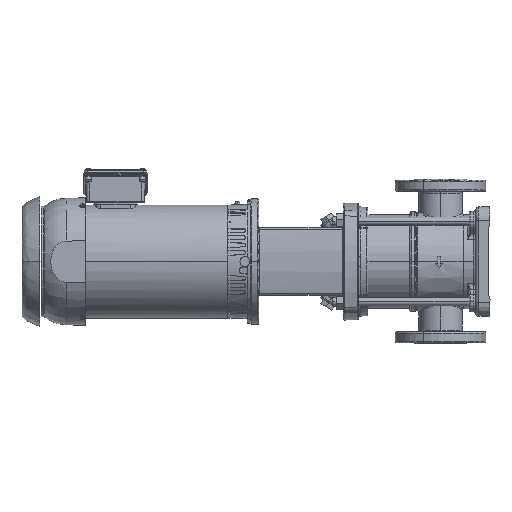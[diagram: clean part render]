
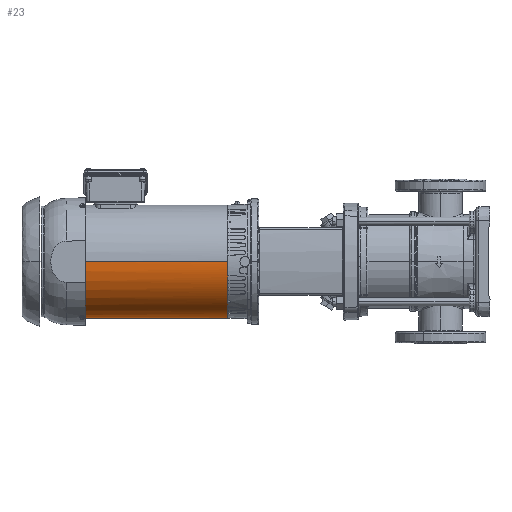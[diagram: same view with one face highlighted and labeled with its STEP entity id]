
A CAD part, left-side view. The second image highlights one B-rep face of the part: STEP entity #23.
In plain terms, the highlighted cylindrical face has radius 103.05 mm (diameter 206.1 mm), a partial arc.
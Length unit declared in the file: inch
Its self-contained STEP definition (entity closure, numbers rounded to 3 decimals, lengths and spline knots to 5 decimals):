
#23 = ADVANCED_FACE ( 'NONE', ( #15181 ), #84592, .T. ) ;
#802 = EDGE_CURVE ( 'NONE', #83931, #107873, #55293, .T. ) ;
#2690 = DIRECTION ( 'NONE',  ( -1., 0., 0. ) ) ;
#6435 = ORIENTED_EDGE ( 'NONE', *, *, #802, .T. ) ;
#12949 = CARTESIAN_POINT ( 'NONE',  ( 32.53252, -0.69382, -4.05709 ) ) ;
#15181 = FACE_OUTER_BOUND ( 'NONE', #110082, .T. ) ;
#17718 = EDGE_CURVE ( 'NONE', #100402, #27265, #57984, .T. ) ;
#27265 = VERTEX_POINT ( 'NONE', #118446 ) ;
#30777 = LINE ( 'NONE', #12949, #104588 ) ;
#39100 = DIRECTION ( 'NONE',  ( 0., 0., 1. ) ) ;
#49948 = DIRECTION ( 'NONE',  ( -1., 0., 0. ) ) ;
#52767 = AXIS2_PLACEMENT_3D ( 'NONE', #69813, #138415, #79871 ) ;
#55293 = CIRCLE ( 'NONE', #52767, 4.05709 ) ;
#57984 = CIRCLE ( 'NONE', #149116, 4.05709 ) ;
#62210 = DIRECTION ( 'NONE',  ( -1., 0., 0. ) ) ;
#66062 = CARTESIAN_POINT ( 'NONE',  ( -4.78629, -0.69382, 0. ) ) ;
#67345 = ORIENTED_EDGE ( 'NONE', *, *, #17718, .F. ) ;
#69813 = CARTESIAN_POINT ( 'NONE',  ( 5.44994, -0.69382, 0. ) ) ;
#73037 = CARTESIAN_POINT ( 'NONE',  ( 32.53252, -0.69382, 0. ) ) ;
#79871 = DIRECTION ( 'NONE',  ( 0., 0., 1. ) ) ;
#80363 = DIRECTION ( 'NONE',  ( 1., 0., 0. ) ) ;
#83931 = VERTEX_POINT ( 'NONE', #139465 ) ;
#84592 = CYLINDRICAL_SURFACE ( 'NONE', #84905, 4.05709 ) ;
#84905 = AXIS2_PLACEMENT_3D ( 'NONE', #73037, #62210, #39100 ) ;
#95731 = LINE ( 'NONE', #142720, #106004 ) ;
#100402 = VERTEX_POINT ( 'NONE', #110915 ) ;
#101602 = CARTESIAN_POINT ( 'NONE',  ( 5.44994, -4.7509, 0. ) ) ;
#104588 = VECTOR ( 'NONE', #49948, 39.37008 ) ;
#105262 = DIRECTION ( 'NONE',  ( 0., 0., 1. ) ) ;
#106004 = VECTOR ( 'NONE', #80363, 39.37008 ) ;
#107873 = VERTEX_POINT ( 'NONE', #101602 ) ;
#110082 = EDGE_LOOP ( 'NONE', ( #128859, #6435, #112513, #67345 ) ) ;
#110915 = CARTESIAN_POINT ( 'NONE',  ( -4.78629, -0.69382, -4.05709 ) ) ;
#112513 = ORIENTED_EDGE ( 'NONE', *, *, #125939, .F. ) ;
#116183 = EDGE_CURVE ( 'NONE', #83931, #100402, #30777, .T. ) ;
#118446 = CARTESIAN_POINT ( 'NONE',  ( -4.78629, -4.7509, 0. ) ) ;
#125939 = EDGE_CURVE ( 'NONE', #27265, #107873, #95731, .T. ) ;
#128859 = ORIENTED_EDGE ( 'NONE', *, *, #116183, .F. ) ;
#138415 = DIRECTION ( 'NONE',  ( -1., 0., 0. ) ) ;
#139465 = CARTESIAN_POINT ( 'NONE',  ( 5.44994, -0.69382, -4.05709 ) ) ;
#142720 = CARTESIAN_POINT ( 'NONE',  ( 32.53252, -4.7509, 0. ) ) ;
#149116 = AXIS2_PLACEMENT_3D ( 'NONE', #66062, #2690, #105262 ) ;
